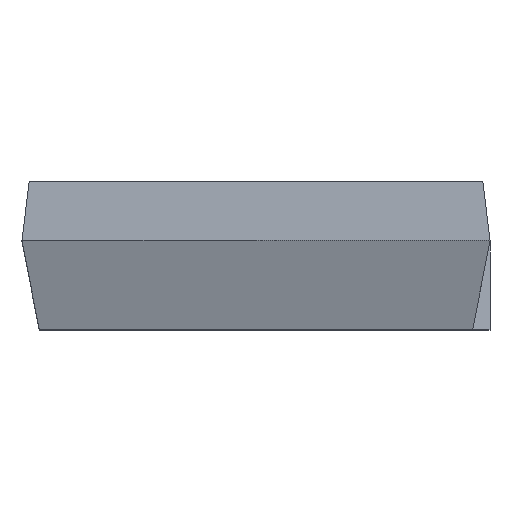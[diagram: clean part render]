
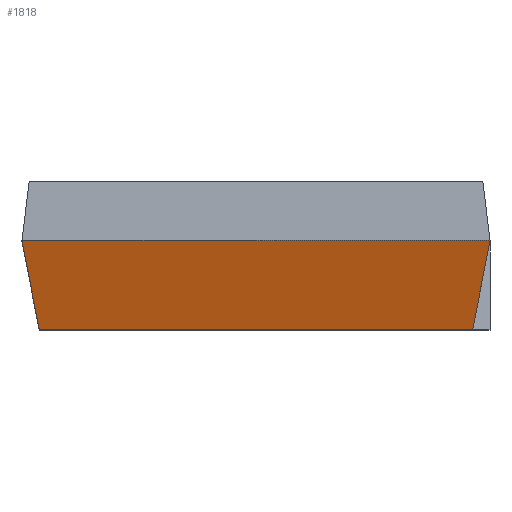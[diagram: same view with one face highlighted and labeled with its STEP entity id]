
A CAD part, top view. The second image highlights one B-rep face of the part: STEP entity #1818.
In plain terms, the highlighted planar face has unit normal (0, -0.301, 0.954).
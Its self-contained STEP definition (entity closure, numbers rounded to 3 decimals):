
#213=ORIENTED_EDGE('',*,*,#649,.F.);
#214=ORIENTED_EDGE('',*,*,#650,.T.);
#215=ORIENTED_EDGE('',*,*,#637,.F.);
#216=ORIENTED_EDGE('',*,*,#651,.T.);
#637=EDGE_CURVE('',#872,#873,#1059,.T.);
#649=EDGE_CURVE('',#878,#879,#1071,.T.);
#650=EDGE_CURVE('',#878,#873,#1072,.T.);
#651=EDGE_CURVE('',#872,#879,#1073,.T.);
#872=VERTEX_POINT('',#2675);
#873=VERTEX_POINT('',#2677);
#878=VERTEX_POINT('',#2701);
#879=VERTEX_POINT('',#2702);
#1059=LINE('',#2676,#1309);
#1071=LINE('',#2700,#1321);
#1072=LINE('',#2703,#1322);
#1073=LINE('',#2704,#1323);
#1309=VECTOR('',#2180,1000.);
#1321=VECTOR('',#2206,1000.);
#1322=VECTOR('',#2207,1000.);
#1323=VECTOR('',#2208,1000.);
#1518=EDGE_LOOP('',(#213,#214,#215,#216));
#1624=FACE_BOUND('',#1518,.T.);
#1722=PLANE('',#1975);
#1818=ADVANCED_FACE('',(#1624),#1722,.F.);
#1975=AXIS2_PLACEMENT_3D('',#2699,#2204,#2205);
#2180=DIRECTION('',(-1.,0.,0.));
#2204=DIRECTION('',(0.,0.301,-0.954));
#2205=DIRECTION('',(-1.,0.,0.));
#2206=DIRECTION('',(1.,0.,0.));
#2207=DIRECTION('',(0.182,-0.938,-0.296));
#2208=DIRECTION('',(0.182,0.938,0.296));
#2675=CARTESIAN_POINT('',(7.363,0.,9.523));
#2676=CARTESIAN_POINT('',(0.,0.,9.523));
#2677=CARTESIAN_POINT('',(-7.363,0.,9.523));
#2699=CARTESIAN_POINT('',(0.,0.,9.523));
#2700=CARTESIAN_POINT('',(7.95,3.02,10.475));
#2701=CARTESIAN_POINT('',(-7.95,3.02,10.475));
#2702=CARTESIAN_POINT('',(7.95,3.02,10.475));
#2703=CARTESIAN_POINT('',(-7.118,-1.259,9.126));
#2704=CARTESIAN_POINT('',(7.118,-1.259,9.126));
